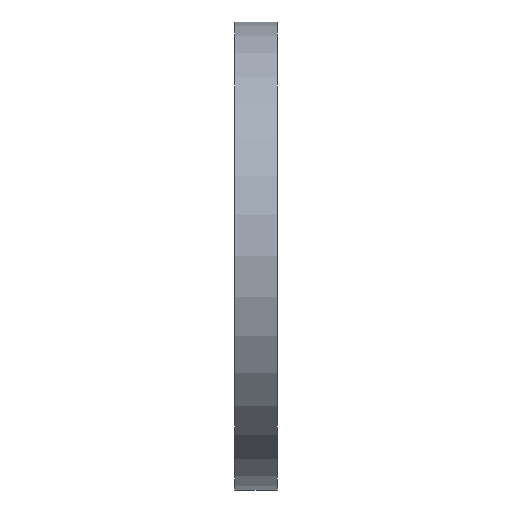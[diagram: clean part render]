
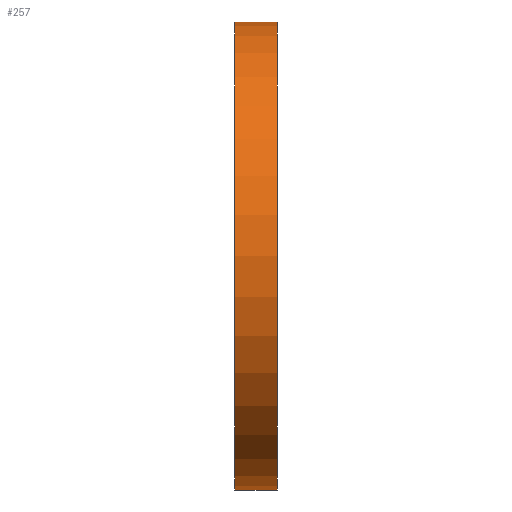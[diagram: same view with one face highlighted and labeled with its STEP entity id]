
A CAD part, front view. The second image highlights one B-rep face of the part: STEP entity #257.
In plain terms, the highlighted cylindrical face has radius 110 mm (diameter 220 mm), a partial arc.
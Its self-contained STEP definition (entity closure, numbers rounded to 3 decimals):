
#163 = VERTEX_POINT( '', #436 );
#165 = EDGE_CURVE( '', #275, #199, #438, .T. );
#199 = VERTEX_POINT( '', #474 );
#229 = EDGE_CURVE( '', #267, #275, #506, .T. );
#231 = EDGE_CURVE( '', #163, #267, #508, .T. );
#257 = ADVANCED_FACE( '', ( #535 ), #536, .T. );
#267 = VERTEX_POINT( '', #546 );
#275 = VERTEX_POINT( '', #555 );
#333 = EDGE_CURVE( '', #199, #163, #620, .T. );
#436 = CARTESIAN_POINT( '', ( 0., 0., 110. ) );
#438 = CIRCLE( '', #736, 110. );
#474 = CARTESIAN_POINT( '', ( 20., 0., 110. ) );
#506 = LINE( '', #823, #824 );
#508 = CIRCLE( '', #827, 110. );
#535 = FACE_OUTER_BOUND( '', #861, .T. );
#536 = CYLINDRICAL_SURFACE( '', #862, 110. );
#546 = CARTESIAN_POINT( '', ( 0., 0., -110. ) );
#555 = CARTESIAN_POINT( '', ( 20., 0., -110. ) );
#620 = LINE( '', #971, #972 );
#736 = AXIS2_PLACEMENT_3D( '', #1108, #1109, #1110 );
#823 = CARTESIAN_POINT( '', ( 0., 0., -110. ) );
#824 = VECTOR( '', #1172, 1. );
#827 = AXIS2_PLACEMENT_3D( '', #1173, #1174, #1175 );
#861 = EDGE_LOOP( '', ( #1196, #1197, #1198, #1199 ) );
#862 = AXIS2_PLACEMENT_3D( '', #1200, #1201, #1202 );
#971 = CARTESIAN_POINT( '', ( 0., 0., 110. ) );
#972 = VECTOR( '', #1314, 1. );
#1108 = CARTESIAN_POINT( '', ( 20., 0., 0. ) );
#1109 = DIRECTION( '', ( -1., 0., 0. ) );
#1110 = DIRECTION( '', ( 0., 0., -1. ) );
#1172 = DIRECTION( '', ( 1., 0., 0. ) );
#1173 = CARTESIAN_POINT( '', ( 0., 0., 0. ) );
#1174 = DIRECTION( '', ( 1., 0., 0. ) );
#1175 = DIRECTION( '', ( 0., 0., -1. ) );
#1196 = ORIENTED_EDGE( '', *, *, #229, .T. );
#1197 = ORIENTED_EDGE( '', *, *, #165, .T. );
#1198 = ORIENTED_EDGE( '', *, *, #333, .T. );
#1199 = ORIENTED_EDGE( '', *, *, #231, .T. );
#1200 = CARTESIAN_POINT( '', ( 0., 0., 0. ) );
#1201 = DIRECTION( '', ( -1., 0., 0. ) );
#1202 = DIRECTION( '', ( 0., 0., -1. ) );
#1314 = DIRECTION( '', ( -1., 0., 0. ) );
